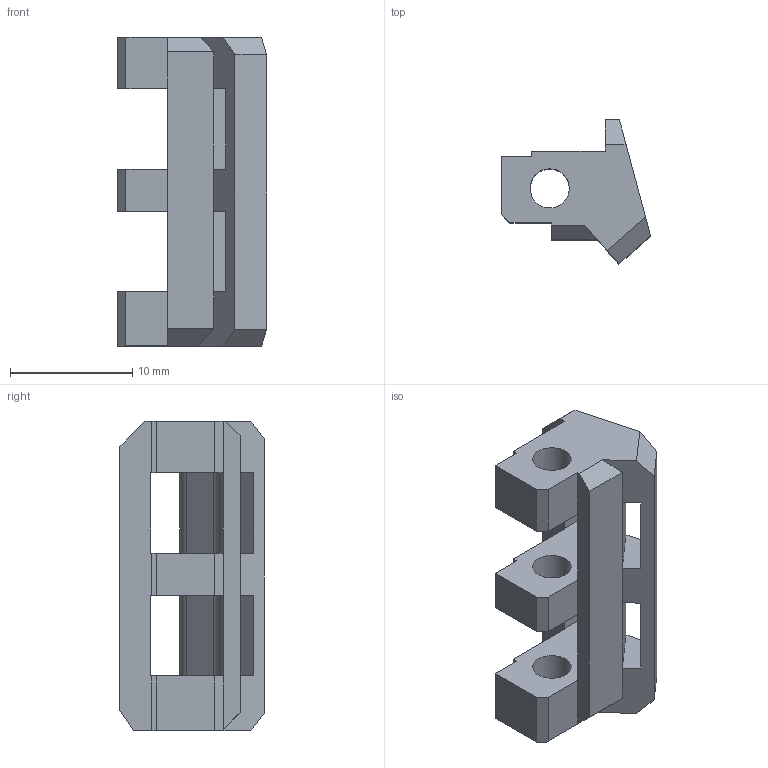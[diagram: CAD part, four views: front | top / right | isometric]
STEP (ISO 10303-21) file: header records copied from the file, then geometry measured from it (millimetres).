
FILE_DESCRIPTION(/* description */ (''),/* implementation_level */ '2;1');
FILE_NAME(/* name */ 'Archetype v1 clamp v1.step',/* time_stamp */ '2024-03-13T14:26:27+11:00',/* author */ (''),/* organization */ (''),/* preprocessor_version */ 'ST-DEVELOPER v20',/* originating_system */ 'Autodesk Translation Framework v12.14.0.127',/* authorisation */ '');
FILE_SCHEMA (('AUTOMOTIVE_DESIGN { 1 0 10303 214 3 1 1 }'));
Length unit declared in the file: millimetre
Products named in the file (1): Archetype v1 clamp
Bounding box: 12.21 x 11.8 x 25.34 mm (x, y, z)
Volume: 1264.2 mm3; surface area: 1454.3 mm2
Topology: 1 solids, 1 shells, 58 faces, 172 edges, 112 vertices
Faces by surface type: plane 51, cylinder 7
Full cylindrical faces by diameter (mm): 3.2 x3
Entity records: 1974 total; most frequent: ORIENTED_EDGE 344, CARTESIAN_POINT 343, DIRECTION 304, EDGE_CURVE 172, LINE 158, VECTOR 158, VERTEX_POINT 112, AXIS2_PLACEMENT_3D 73
